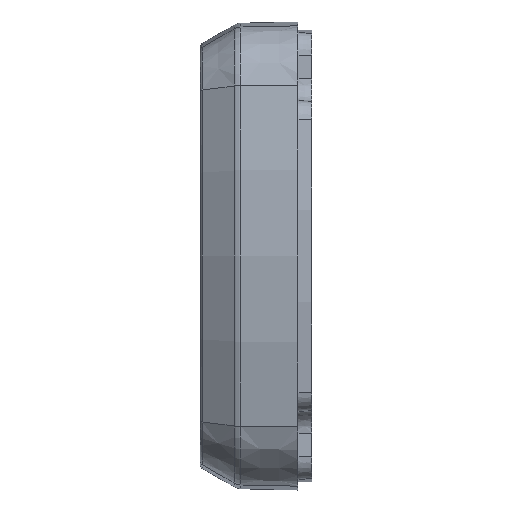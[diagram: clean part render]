
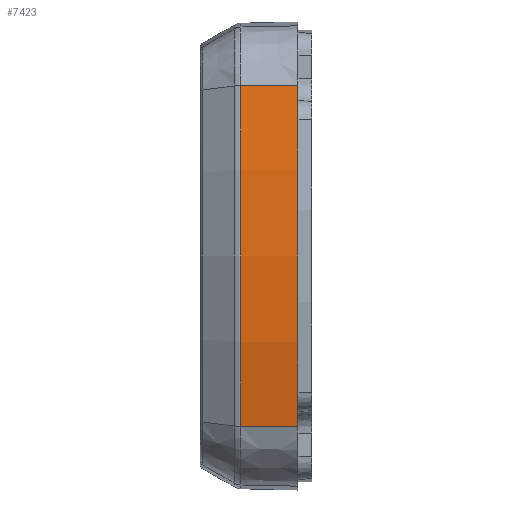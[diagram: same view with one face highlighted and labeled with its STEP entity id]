
A CAD part, left-side view. The second image highlights one B-rep face of the part: STEP entity #7423.
In plain terms, the highlighted conical face has half-angle 1.2 degrees and reference radius 170.144 mm.
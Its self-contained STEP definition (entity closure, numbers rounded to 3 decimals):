
#1319=CARTESIAN_POINT('',(100.,3.,0.));
#1320=DIRECTION('',(0.,1.,0.));
#1321=DIRECTION('',(-0.977,0.,-0.215));
#1322=AXIS2_PLACEMENT_3D('',#1319,#1320,#1321);
#2663=CARTESIAN_POINT('',(100.,15.23,0.));
#2664=DIRECTION('',(0.,1.,0.));
#2665=DIRECTION('',(-0.977,0.,-0.215));
#2666=AXIS2_PLACEMENT_3D('',#2663,#2664,#2665);
#2668=DIRECTION('',(0.02,1.,-0.004));
#2669=VECTOR('',#2668,12.233);
#2670=CARTESIAN_POINT('',(-66.297,3.,36.577));
#2671=LINE('',#2670,#2669);
#2672=DIRECTION('',(-0.02,-1.,-0.004));
#2673=VECTOR('',#2672,12.233);
#2674=CARTESIAN_POINT('',(-66.047,15.23,
-36.522));
#2675=LINE('',#2674,#2673);
#3270=CARTESIAN_POINT('',(-66.047,15.23,
-36.522));
#3271=VERTEX_POINT('',#3270);
#3274=CARTESIAN_POINT('',(-66.047,15.23,36.522));
#3275=VERTEX_POINT('',#3274);
#3584=CARTESIAN_POINT('',(-66.297,3.,36.577));
#3586=VERTEX_POINT('',#3584);
#3608=CARTESIAN_POINT('',(-66.297,3.,-36.577));
#3610=VERTEX_POINT('',#3608);
#7412=CARTESIAN_POINT('',(100.,9.115,0.));
#7413=DIRECTION('',(0.,-1.,0.));
#7414=DIRECTION('',(-1.,0.,0.));
#7415=AXIS2_PLACEMENT_3D('',#7412,#7413,#7414);
#7416=CONICAL_SURFACE('',#7415,170.144,1.2);
#7417=ORIENTED_EDGE('',*,*,#7288,.T.);
#7418=ORIENTED_EDGE('',*,*,#7329,.F.);
#7419=ORIENTED_EDGE('',*,*,#5299,.F.);
#7420=ORIENTED_EDGE('',*,*,#7405,.F.);
#7421=EDGE_LOOP('',(#7417,#7418,#7419,#7420));
#7422=FACE_OUTER_BOUND('',#7421,.F.);
#7423=ADVANCED_FACE('',(#7422),#7416,.T.);
#1323=CIRCLE('',#1322,170.272);
#2667=CIRCLE('',#2666,170.016);
#5299=EDGE_CURVE('',#3610,#3586,#1323,.T.);
#7288=EDGE_CURVE('',#3271,#3275,#2667,.T.);
#7329=EDGE_CURVE('',#3586,#3275,#2671,.T.);
#7405=EDGE_CURVE('',#3271,#3610,#2675,.T.);
